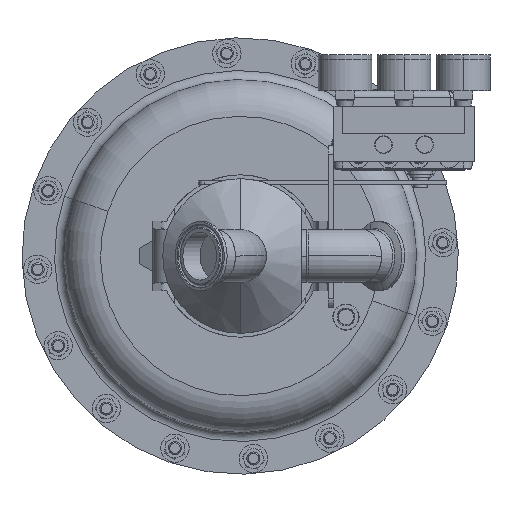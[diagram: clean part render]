
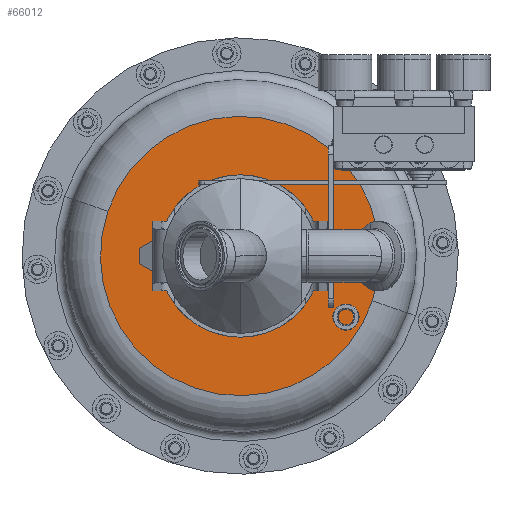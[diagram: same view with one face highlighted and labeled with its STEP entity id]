
A CAD part, front view. The second image highlights one B-rep face of the part: STEP entity #66012.
In plain terms, the highlighted planar face has unit normal (0, -1, 0).
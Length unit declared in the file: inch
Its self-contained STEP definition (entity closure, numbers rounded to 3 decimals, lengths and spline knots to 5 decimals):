
#4969 = EDGE_CURVE ( 'NONE', #10689, #43753, #32623, .T. ) ;
#10689 = VERTEX_POINT ( 'NONE', #11790 ) ;
#11530 = DIRECTION ( 'NONE',  ( -0.947, 0., 0.321 ) ) ;
#11790 = CARTESIAN_POINT ( 'NONE',  ( -3.78772, 9.66, 1.28576 ) ) ;
#14055 = AXIS2_PLACEMENT_3D ( 'NONE', #83410, #35365, #11530 ) ;
#24229 = CARTESIAN_POINT ( 'NONE',  ( 0., 9.66, 0. ) ) ;
#32623 = CIRCLE ( 'NONE', #48993, 4. ) ;
#35365 = DIRECTION ( 'NONE',  ( 0., -1., 0. ) ) ;
#37000 = CARTESIAN_POINT ( 'NONE',  ( 3.78772, 9.66, -1.28576 ) ) ;
#38299 = AXIS2_PLACEMENT_3D ( 'NONE', #55360, #96360, #103025 ) ;
#41993 = EDGE_LOOP ( 'NONE', ( #45851, #103456 ) ) ;
#43753 = VERTEX_POINT ( 'NONE', #37000 ) ;
#45851 = ORIENTED_EDGE ( 'NONE', *, *, #76653, .F. ) ;
#48993 = AXIS2_PLACEMENT_3D ( 'NONE', #24229, #97031, #89341 ) ;
#55360 = CARTESIAN_POINT ( 'NONE',  ( 0., 9.66, 0. ) ) ;
#66012 = ADVANCED_FACE ( 'NONE', ( #84241 ), #99812, .T. ) ;
#76653 = EDGE_CURVE ( 'NONE', #43753, #10689, #89995, .T. ) ;
#83410 = CARTESIAN_POINT ( 'NONE',  ( -1.28576, 9.66, -3.78772 ) ) ;
#84241 = FACE_OUTER_BOUND ( 'NONE', #41993, .T. ) ;
#89341 = DIRECTION ( 'NONE',  ( 0.947, 0., -0.321 ) ) ;
#89995 = CIRCLE ( 'NONE', #38299, 4. ) ;
#96360 = DIRECTION ( 'NONE',  ( 0., 1., 0. ) ) ;
#97031 = DIRECTION ( 'NONE',  ( 0., 1., 0. ) ) ;
#99812 = PLANE ( 'NONE',  #14055 ) ;
#103025 = DIRECTION ( 'NONE',  ( 0.947, 0., -0.321 ) ) ;
#103456 = ORIENTED_EDGE ( 'NONE', *, *, #4969, .F. ) ;
